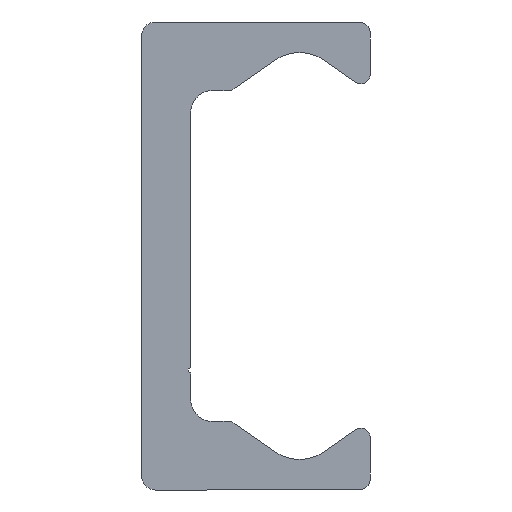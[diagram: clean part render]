
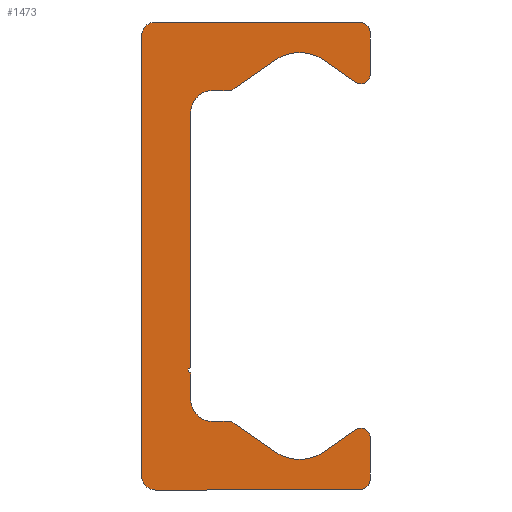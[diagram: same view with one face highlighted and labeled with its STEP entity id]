
A CAD part, left-side view. The second image highlights one B-rep face of the part: STEP entity #1473.
In plain terms, the highlighted planar face has unit normal (-1, 0, 0).
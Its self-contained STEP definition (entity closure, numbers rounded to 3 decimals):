
#564=CARTESIAN_POINT('',(0.0,9.25,-21.5));
#565=VERTEX_POINT('',#564);
#572=CARTESIAN_POINT('',(0.0,10.5,-20.25));
#573=VERTEX_POINT('',#572);
#574=CARTESIAN_POINT('',(0.0,9.25,-20.25));
#575=DIRECTION('',(1.0,0.0,0.0));
#576=DIRECTION('',(0.0,0.0,-1.0));
#577=AXIS2_PLACEMENT_3D('',#574,#575,#576);
#578=CIRCLE('',#577,1.25);
#579=EDGE_CURVE('',#565,#573,#578,.T.);
#603=CARTESIAN_POINT('',(0.0,-9.5,-21.5));
#604=VERTEX_POINT('',#603);
#611=CARTESIAN_POINT('',(0.0,-9.5,-21.5));
#612=DIRECTION('',(0.0,1.0,0.0));
#613=VECTOR('',#612,18.75);
#614=LINE('',#611,#613);
#615=EDGE_CURVE('',#604,#565,#614,.T.);
#635=CARTESIAN_POINT('',(0.0,-10.5,-20.5));
#636=VERTEX_POINT('',#635);
#643=CARTESIAN_POINT('',(0.0,-9.5,-20.5));
#644=DIRECTION('',(1.0,0.0,0.0));
#645=DIRECTION('',(0.0,-1.0,0.0));
#646=AXIS2_PLACEMENT_3D('',#643,#644,#645);
#647=CIRCLE('',#646,1.0);
#648=EDGE_CURVE('',#636,#604,#647,.T.);
#667=CARTESIAN_POINT('',(0.0,-10.5,-16.65));
#668=VERTEX_POINT('',#667);
#675=CARTESIAN_POINT('',(0.0,-10.5,-16.65));
#676=DIRECTION('',(0.0,0.0,-1.0));
#677=VECTOR('',#676,3.85);
#678=LINE('',#675,#677);
#679=EDGE_CURVE('',#668,#636,#678,.T.);
#699=CARTESIAN_POINT('',(0.0,-9.162,-15.954));
#700=VERTEX_POINT('',#699);
#707=CARTESIAN_POINT('',(0.0,-9.65,-16.65));
#708=DIRECTION('',(1.0,0.0,0.0));
#709=DIRECTION('',(0.0,0.574,0.819));
#710=AXIS2_PLACEMENT_3D('',#707,#708,#709);
#711=CIRCLE('',#710,0.85);
#712=EDGE_CURVE('',#700,#668,#711,.T.);
#731=CARTESIAN_POINT('',(0.0,-6.294,-17.962));
#732=VERTEX_POINT('',#731);
#739=CARTESIAN_POINT('',(0.0,-6.294,-17.962));
#740=DIRECTION('',(0.0,-0.819,0.574));
#741=VECTOR('',#740,3.501);
#742=LINE('',#739,#741);
#743=EDGE_CURVE('',#732,#700,#742,.T.);
#763=CARTESIAN_POINT('',(0.0,-1.706,-17.962));
#764=VERTEX_POINT('',#763);
#771=CARTESIAN_POINT('',(0.0,-4.,-14.685));
#772=DIRECTION('',(-1.0,0.0,0.0));
#773=DIRECTION('',(0.0,0.574,0.819));
#774=AXIS2_PLACEMENT_3D('',#771,#772,#773);
#775=CIRCLE('',#774,4.0);
#776=EDGE_CURVE('',#764,#732,#775,.T.);
#795=CARTESIAN_POINT('',(0.0,1.981,-15.381));
#796=VERTEX_POINT('',#795);
#803=CARTESIAN_POINT('',(0.0,1.981,-15.381));
#804=DIRECTION('',(0.0,-0.819,-0.574));
#805=VECTOR('',#804,4.5);
#806=LINE('',#803,#805);
#807=EDGE_CURVE('',#796,#764,#806,.T.);
#827=CARTESIAN_POINT('',(0.0,2.554,-15.2));
#828=VERTEX_POINT('',#827);
#835=CARTESIAN_POINT('',(0.0,2.554,-16.2));
#836=DIRECTION('',(1.0,0.0,0.0));
#837=DIRECTION('',(0.0,0.0,1.0));
#838=AXIS2_PLACEMENT_3D('',#835,#836,#837);
#839=CIRCLE('',#838,1.);
#840=EDGE_CURVE('',#828,#796,#839,.T.);
#859=CARTESIAN_POINT('',(0.0,4.0,-15.2));
#860=VERTEX_POINT('',#859);
#867=CARTESIAN_POINT('',(0.0,4.0,-15.2));
#868=DIRECTION('',(0.0,-1.0,0.0));
#869=VECTOR('',#868,1.446);
#870=LINE('',#867,#869);
#871=EDGE_CURVE('',#860,#828,#870,.T.);
#891=CARTESIAN_POINT('',(0.0,6.,-13.2));
#892=VERTEX_POINT('',#891);
#899=CARTESIAN_POINT('',(0.0,4.,-13.2));
#900=DIRECTION('',(-1.0,0.0,0.0));
#901=DIRECTION('',(0.0,0.0,1.0));
#902=AXIS2_PLACEMENT_3D('',#899,#900,#901);
#903=CIRCLE('',#902,2.0);
#904=EDGE_CURVE('',#892,#860,#903,.T.);
#923=CARTESIAN_POINT('',(0.0,6.,-10.75));
#924=VERTEX_POINT('',#923);
#931=CARTESIAN_POINT('',(0.0,6.,-10.75));
#932=DIRECTION('',(0.0,0.0,-1.0));
#933=VECTOR('',#932,2.45);
#934=LINE('',#931,#933);
#935=EDGE_CURVE('',#924,#892,#934,.T.);
#955=CARTESIAN_POINT('',(0.0,6.,-10.25));
#956=VERTEX_POINT('',#955);
#963=CARTESIAN_POINT('',(0.0,6.,-10.5));
#964=DIRECTION('',(-1.0,0.0,0.0));
#965=DIRECTION('',(0.0,0.0,1.0));
#966=AXIS2_PLACEMENT_3D('',#963,#964,#965);
#967=CIRCLE('',#966,0.25);
#968=EDGE_CURVE('',#956,#924,#967,.T.);
#987=CARTESIAN_POINT('',(0.0,6.,13.2));
#988=VERTEX_POINT('',#987);
#995=CARTESIAN_POINT('',(0.0,6.,13.2));
#996=DIRECTION('',(0.0,0.0,-1.0));
#997=VECTOR('',#996,23.45);
#998=LINE('',#995,#997);
#999=EDGE_CURVE('',#988,#956,#998,.T.);
#1049=CARTESIAN_POINT('',(0.0,4.0,15.2));
#1050=VERTEX_POINT('',#1049);
#1057=CARTESIAN_POINT('',(0.0,4.,13.2));
#1058=DIRECTION('',(-1.0,0.0,0.0));
#1059=DIRECTION('',(0.0,-1.0,0.0));
#1060=AXIS2_PLACEMENT_3D('',#1057,#1058,#1059);
#1061=CIRCLE('',#1060,2.0);
#1062=EDGE_CURVE('',#1050,#988,#1061,.T.);
#1081=CARTESIAN_POINT('',(0.0,2.554,15.2));
#1082=VERTEX_POINT('',#1081);
#1089=CARTESIAN_POINT('',(0.0,2.554,15.2));
#1090=DIRECTION('',(0.0,1.0,0.0));
#1091=VECTOR('',#1090,1.446);
#1092=LINE('',#1089,#1091);
#1093=EDGE_CURVE('',#1082,#1050,#1092,.T.);
#1113=CARTESIAN_POINT('',(0.0,1.981,15.381));
#1114=VERTEX_POINT('',#1113);
#1121=CARTESIAN_POINT('',(0.0,2.554,16.2));
#1122=DIRECTION('',(1.0,0.0,0.0));
#1123=DIRECTION('',(0.0,-0.574,-0.819));
#1124=AXIS2_PLACEMENT_3D('',#1121,#1122,#1123);
#1125=CIRCLE('',#1124,1.);
#1126=EDGE_CURVE('',#1114,#1082,#1125,.T.);
#1145=CARTESIAN_POINT('',(0.0,-1.706,17.962));
#1146=VERTEX_POINT('',#1145);
#1153=CARTESIAN_POINT('',(0.0,-1.706,17.962));
#1154=DIRECTION('',(0.0,0.819,-0.574));
#1155=VECTOR('',#1154,4.5);
#1156=LINE('',#1153,#1155);
#1157=EDGE_CURVE('',#1146,#1114,#1156,.T.);
#1177=CARTESIAN_POINT('',(0.0,-6.294,17.962));
#1178=VERTEX_POINT('',#1177);
#1185=CARTESIAN_POINT('',(0.0,-4.,14.685));
#1186=DIRECTION('',(-1.0,0.0,0.0));
#1187=DIRECTION('',(0.0,-0.574,-0.819));
#1188=AXIS2_PLACEMENT_3D('',#1185,#1186,#1187);
#1189=CIRCLE('',#1188,4.0);
#1190=EDGE_CURVE('',#1178,#1146,#1189,.T.);
#1209=CARTESIAN_POINT('',(0.0,-9.162,15.954));
#1210=VERTEX_POINT('',#1209);
#1217=CARTESIAN_POINT('',(0.0,-9.162,15.954));
#1218=DIRECTION('',(0.0,0.819,0.574));
#1219=VECTOR('',#1218,3.501);
#1220=LINE('',#1217,#1219);
#1221=EDGE_CURVE('',#1210,#1178,#1220,.T.);
#1241=CARTESIAN_POINT('',(0.0,-10.5,16.65));
#1242=VERTEX_POINT('',#1241);
#1249=CARTESIAN_POINT('',(0.0,-9.65,16.65));
#1250=DIRECTION('',(1.0,0.0,0.0));
#1251=DIRECTION('',(0.0,-1.0,0.0));
#1252=AXIS2_PLACEMENT_3D('',#1249,#1250,#1251);
#1253=CIRCLE('',#1252,0.85);
#1254=EDGE_CURVE('',#1242,#1210,#1253,.T.);
#1273=CARTESIAN_POINT('',(0.0,-10.5,20.5));
#1274=VERTEX_POINT('',#1273);
#1281=CARTESIAN_POINT('',(0.0,-10.5,20.5));
#1282=DIRECTION('',(0.0,0.0,-1.0));
#1283=VECTOR('',#1282,3.85);
#1284=LINE('',#1281,#1283);
#1285=EDGE_CURVE('',#1274,#1242,#1284,.T.);
#1305=CARTESIAN_POINT('',(0.0,-9.5,21.5));
#1306=VERTEX_POINT('',#1305);
#1313=CARTESIAN_POINT('',(0.0,-9.5,20.5));
#1314=DIRECTION('',(1.0,0.0,0.0));
#1315=DIRECTION('',(0.0,0.0,1.0));
#1316=AXIS2_PLACEMENT_3D('',#1313,#1314,#1315);
#1317=CIRCLE('',#1316,1.0);
#1318=EDGE_CURVE('',#1306,#1274,#1317,.T.);
#1337=CARTESIAN_POINT('',(0.0,9.25,21.5));
#1338=VERTEX_POINT('',#1337);
#1345=CARTESIAN_POINT('',(0.0,9.25,21.5));
#1346=DIRECTION('',(0.0,-1.0,0.0));
#1347=VECTOR('',#1346,18.75);
#1348=LINE('',#1345,#1347);
#1349=EDGE_CURVE('',#1338,#1306,#1348,.T.);
#1369=CARTESIAN_POINT('',(0.0,10.5,20.25));
#1370=VERTEX_POINT('',#1369);
#1377=CARTESIAN_POINT('',(0.0,9.25,20.25));
#1378=DIRECTION('',(1.0,0.0,0.0));
#1379=DIRECTION('',(0.0,1.0,0.0));
#1380=AXIS2_PLACEMENT_3D('',#1377,#1378,#1379);
#1381=CIRCLE('',#1380,1.25);
#1382=EDGE_CURVE('',#1370,#1338,#1381,.T.);
#1400=CARTESIAN_POINT('',(0.0,10.5,-20.25));
#1401=DIRECTION('',(0.0,0.0,1.0));
#1402=VECTOR('',#1401,40.5);
#1403=LINE('',#1400,#1402);
#1404=EDGE_CURVE('',#573,#1370,#1403,.T.);
#1440=CARTESIAN_POINT('',(0.0,2.66,-0.019));
#1441=DIRECTION('',(1.0,0.0,0.0));
#1442=DIRECTION('',(0.0,0.0,-1.0));
#1443=AXIS2_PLACEMENT_3D('',#1440,#1441,#1442);
#1444=PLANE('',#1443);
#1445=ORIENTED_EDGE('',*,*,#1404,.F.);
#1446=ORIENTED_EDGE('',*,*,#579,.F.);
#1447=ORIENTED_EDGE('',*,*,#615,.F.);
#1448=ORIENTED_EDGE('',*,*,#648,.F.);
#1449=ORIENTED_EDGE('',*,*,#679,.F.);
#1450=ORIENTED_EDGE('',*,*,#712,.F.);
#1451=ORIENTED_EDGE('',*,*,#743,.F.);
#1452=ORIENTED_EDGE('',*,*,#776,.F.);
#1453=ORIENTED_EDGE('',*,*,#807,.F.);
#1454=ORIENTED_EDGE('',*,*,#840,.F.);
#1455=ORIENTED_EDGE('',*,*,#871,.F.);
#1456=ORIENTED_EDGE('',*,*,#904,.F.);
#1457=ORIENTED_EDGE('',*,*,#935,.F.);
#1458=ORIENTED_EDGE('',*,*,#968,.F.);
#1459=ORIENTED_EDGE('',*,*,#999,.F.);
#1460=ORIENTED_EDGE('',*,*,#1062,.F.);
#1461=ORIENTED_EDGE('',*,*,#1093,.F.);
#1462=ORIENTED_EDGE('',*,*,#1126,.F.);
#1463=ORIENTED_EDGE('',*,*,#1157,.F.);
#1464=ORIENTED_EDGE('',*,*,#1190,.F.);
#1465=ORIENTED_EDGE('',*,*,#1221,.F.);
#1466=ORIENTED_EDGE('',*,*,#1254,.F.);
#1467=ORIENTED_EDGE('',*,*,#1285,.F.);
#1468=ORIENTED_EDGE('',*,*,#1318,.F.);
#1469=ORIENTED_EDGE('',*,*,#1349,.F.);
#1470=ORIENTED_EDGE('',*,*,#1382,.F.);
#1471=EDGE_LOOP('',(#1445,#1446,#1447,#1448,#1449,#1450,#1451,#1452,#1453,#1454,#1455,#1456,#1457,#1458,#1459,#1460,#1461,#1462,#1463,#1464,#1465,#1466,#1467,#1468,#1469,#1470));
#1472=FACE_OUTER_BOUND('',#1471,.T.);
#1473=ADVANCED_FACE('',(#1472),#1444,.F.);
